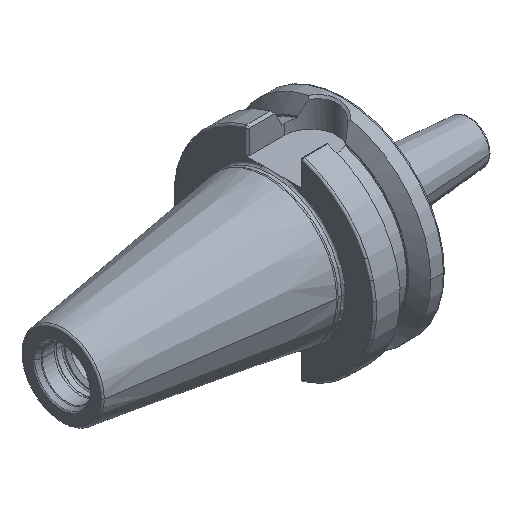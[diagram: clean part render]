
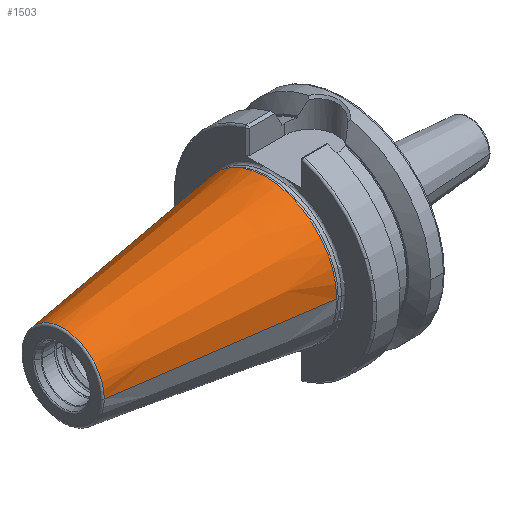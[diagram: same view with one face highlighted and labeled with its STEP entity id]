
A CAD part, isometric view. The second image highlights one B-rep face of the part: STEP entity #1503.
In plain terms, the highlighted conical face has half-angle 8.298 degrees and reference radius 27.519 mm.
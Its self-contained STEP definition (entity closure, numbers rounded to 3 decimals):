
#37=CARTESIAN_POINT('',(-100.944,0.,0.));
#38=DIRECTION('',(1.,0.,0.));
#39=DIRECTION('',(0.,1.,0.));
#40=AXIS2_PLACEMENT_3D('',#37,#38,#39);
#42=CARTESIAN_POINT('',(-0.619,0.,0.));
#43=DIRECTION('',(1.,0.,0.));
#44=DIRECTION('',(0.,1.,0.));
#45=AXIS2_PLACEMENT_3D('',#42,#43,#44);
#47=DIRECTION('',(-0.99,-0.144,0.));
#48=VECTOR('',#47,101.387);
#49=CARTESIAN_POINT('',(-0.619,34.835,0.));
#50=LINE('',#49,#48);
#51=DIRECTION('',(-0.99,0.144,0.));
#52=VECTOR('',#51,101.387);
#53=CARTESIAN_POINT('',(-0.619,-34.835,0.));
#54=LINE('',#53,#52);
#1188=CARTESIAN_POINT('',(-100.944,20.203,0.));
#1190=VERTEX_POINT('',#1188);
#1192=CARTESIAN_POINT('',(-100.944,-20.203,0.));
#1194=VERTEX_POINT('',#1192);
#1407=CARTESIAN_POINT('',(-0.619,34.835,0.));
#1408=VERTEX_POINT('',#1407);
#1409=CARTESIAN_POINT('',(-0.619,-34.835,0.));
#1410=VERTEX_POINT('',#1409);
#1489=CARTESIAN_POINT('',(-50.782,0.,0.));
#1490=DIRECTION('',(1.,0.,0.));
#1491=DIRECTION('',(0.,-1.,0.));
#1492=AXIS2_PLACEMENT_3D('',#1489,#1490,#1491);
#1493=CONICAL_SURFACE('',#1492,27.519,8.298);
#1495=ORIENTED_EDGE('',*,*,#1494,.F.);
#1497=ORIENTED_EDGE('',*,*,#1496,.T.);
#1499=ORIENTED_EDGE('',*,*,#1498,.T.);
#1500=ORIENTED_EDGE('',*,*,#1482,.F.);
#1501=EDGE_LOOP('',(#1495,#1497,#1499,#1500));
#1502=FACE_OUTER_BOUND('',#1501,.F.);
#1503=ADVANCED_FACE('',(#1502),#1493,.T.);
#41=CIRCLE('',#40,20.203);
#46=CIRCLE('',#45,34.835);
#1482=EDGE_CURVE('',#1190,#1194,#41,.T.);
#1494=EDGE_CURVE('',#1408,#1190,#50,.T.);
#1496=EDGE_CURVE('',#1408,#1410,#46,.T.);
#1498=EDGE_CURVE('',#1410,#1194,#54,.T.);
